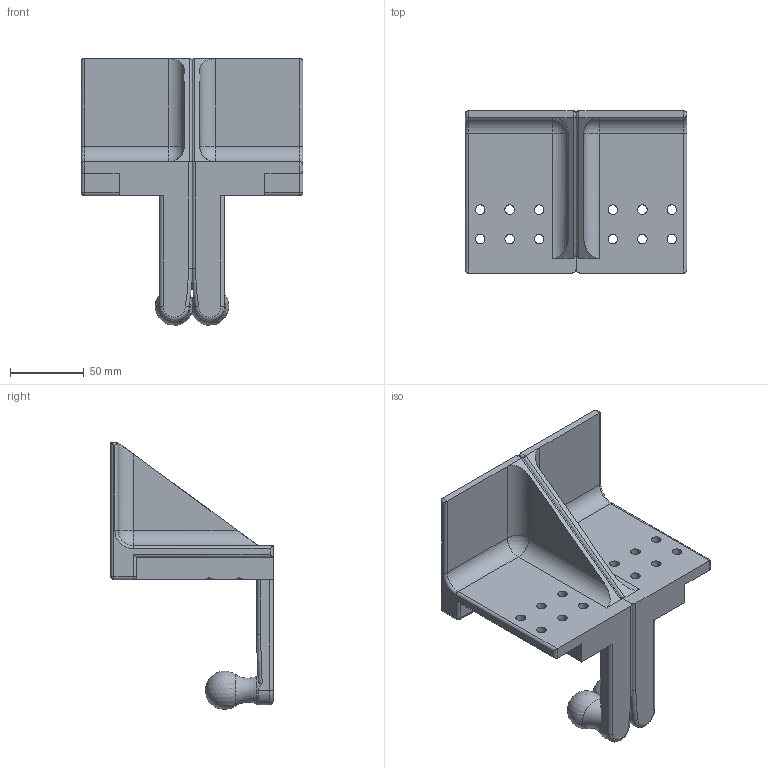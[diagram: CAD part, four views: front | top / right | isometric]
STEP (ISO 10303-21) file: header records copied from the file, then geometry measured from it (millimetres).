
FILE_DESCRIPTION(/* description */ (''),/* implementation_level */ '2;1');
FILE_NAME(/* name */ 'Hand Button and Ball Mount.step',/* time_stamp */ '2020-02-16T17:44:16-07:00',/* author */ (''),/* organization */ (''),/* preprocessor_version */ 'ST-DEVELOPER v18',/* originating_system */ 'Autodesk Translation Framework v8.12.0.6',/* authorisation */ '');
FILE_SCHEMA (('AUTOMOTIVE_DESIGN { 1 0 10303 214 3 1 1 }'));
Length unit declared in the file: millimetre
Products named in the file (2): Button and OMNI Mount 2; Button Mount
Assembly tree (1 placements, depth 2):
  Button and OMNI Mount 2
    Button Mount
Bounding box: 150.27 x 110 x 181 mm (x, y, z)
Volume: 455047.2 mm3; surface area: 99651.8 mm2
Topology: 2 solids, 2 shells, 124 faces, 326 edges, 200 vertices
Faces by surface type: cylinder 58, plane 30, sphere 10, cone 10, torus 8, bspline 8
Full cylindrical faces by diameter (mm): 6.5 x12
Entity records: 4156 total; most frequent: CARTESIAN_POINT 1003, DIRECTION 674, ORIENTED_EDGE 644, EDGE_CURVE 322, AXIS2_PLACEMENT_3D 263, VERTEX_POINT 200, LINE 148, VECTOR 148
